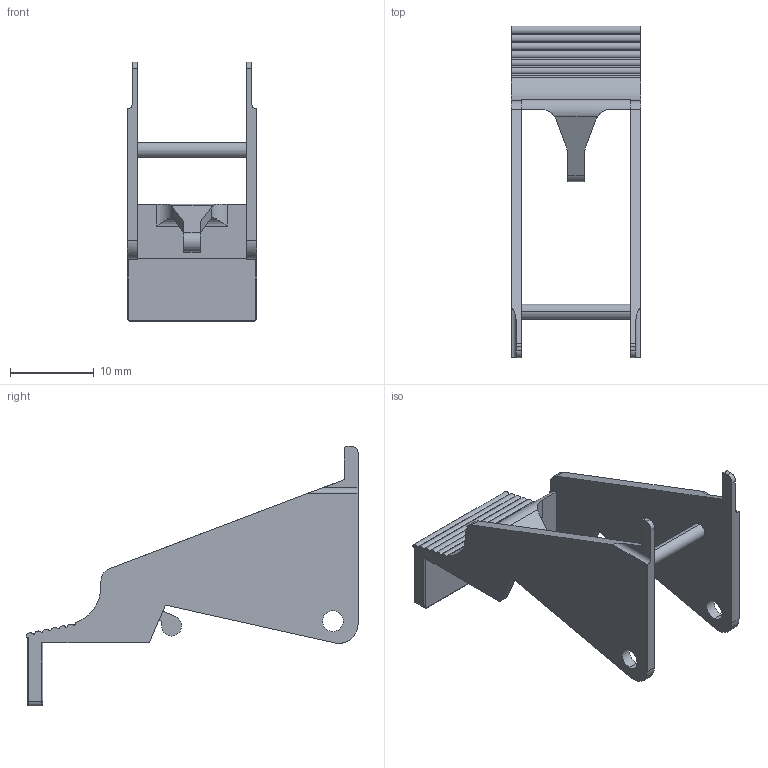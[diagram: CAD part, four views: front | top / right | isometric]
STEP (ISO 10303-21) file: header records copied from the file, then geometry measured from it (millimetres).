
FILE_DESCRIPTION((''),'2;1');
FILE_NAME('MS16C','2016-09-02T',('mangiapr'),(''),'PRO/ENGINEER BY PARAMETRIC TECHNOLOGY CORPORATION, 2011080','PRO/ENGINEER BY PARAMETRIC TECHNOLOGY CORPORATION, 2011080','');
FILE_SCHEMA(('CONFIG_CONTROL_DESIGN'));
Length unit declared in the file: millimetre
Products named in the file (1): MS16C
Bounding box: 15.5 x 39.7 x 31.05 mm (x, y, z)
Volume: 1604.9 mm3; surface area: 2679.3 mm2
Topology: 1 solids, 1 shells, 83 faces, 239 edges, 158 vertices
Faces by surface type: cylinder 45, plane 34, torus 4
Entity records: 2849 total; most frequent: CARTESIAN_POINT 552, DIRECTION 483, ORIENTED_EDGE 478, EDGE_CURVE 239, AXIS2_PLACEMENT_3D 173, VERTEX_POINT 158, VECTOR 137, LINE 137
